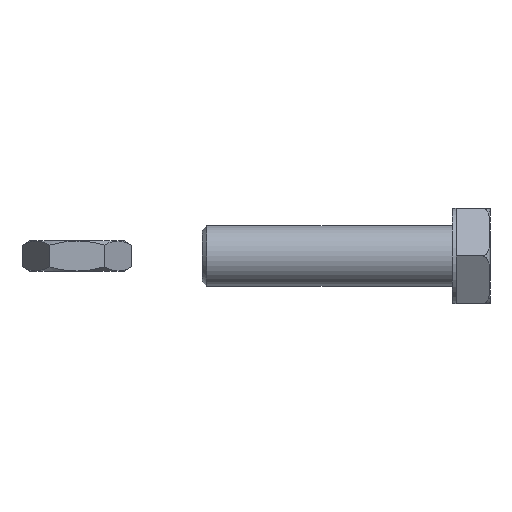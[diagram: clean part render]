
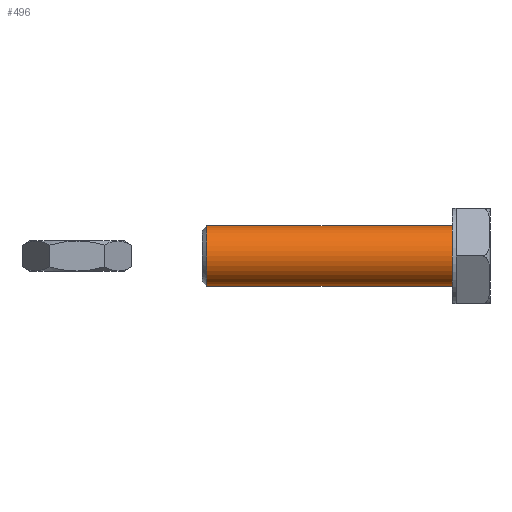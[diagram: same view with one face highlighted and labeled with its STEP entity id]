
A CAD part, left-side view. The second image highlights one B-rep face of the part: STEP entity #496.
In plain terms, the highlighted cylindrical face has radius 6 mm (diameter 12 mm), a partial arc.
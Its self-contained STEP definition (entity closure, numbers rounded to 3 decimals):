
#31 = AXIS2_PLACEMENT_3D ( 'NONE', #879, #321, #613 ) ;
#48 = VERTEX_POINT ( 'NONE', #1241 ) ;
#72 = ORIENTED_EDGE ( 'NONE', *, *, #350, .T. ) ;
#179 = CARTESIAN_POINT ( 'NONE',  ( 6., 0., 0.735 ) ) ;
#198 = FACE_OUTER_BOUND ( 'NONE', #906, .T. ) ;
#269 = VERTEX_POINT ( 'NONE', #179 ) ;
#273 = VERTEX_POINT ( 'NONE', #1154 ) ;
#321 = DIRECTION ( 'NONE',  ( 0., 0., -1. ) ) ;
#350 = EDGE_CURVE ( 'NONE', #48, #269, #1055, .T. ) ;
#376 = DIRECTION ( 'NONE',  ( 0., 0., -1. ) ) ;
#462 = LINE ( 'NONE', #1214, #1816 ) ;
#472 = CARTESIAN_POINT ( 'NONE',  ( 0., 0., 0.735 ) ) ;
#479 = DIRECTION ( 'NONE',  ( -1., 0., 0. ) ) ;
#491 = DIRECTION ( 'NONE',  ( 0., 0., -1. ) ) ;
#496 = ADVANCED_FACE ( 'NONE', ( #198 ), #1612, .T. ) ;
#582 = ORIENTED_EDGE ( 'NONE', *, *, #1716, .F. ) ;
#613 = DIRECTION ( 'NONE',  ( -1., 0., 0. ) ) ;
#799 = AXIS2_PLACEMENT_3D ( 'NONE', #1572, #1708, #1289 ) ;
#877 = CARTESIAN_POINT ( 'NONE',  ( -6., 0., 49.835 ) ) ;
#879 = CARTESIAN_POINT ( 'NONE',  ( 0., 0., 50.735 ) ) ;
#886 = AXIS2_PLACEMENT_3D ( 'NONE', #472, #491, #479 ) ;
#906 = EDGE_LOOP ( 'NONE', ( #1710, #72, #1574, #582 ) ) ;
#935 = EDGE_CURVE ( 'NONE', #1583, #48, #1694, .T. ) ;
#1055 = LINE ( 'NONE', #1597, #1634 ) ;
#1154 = CARTESIAN_POINT ( 'NONE',  ( -6., 0., 0.735 ) ) ;
#1179 = DIRECTION ( 'NONE',  ( 0., 0., -1. ) ) ;
#1214 = CARTESIAN_POINT ( 'NONE',  ( -6., 0., 50.735 ) ) ;
#1241 = CARTESIAN_POINT ( 'NONE',  ( 6., 0., 49.835 ) ) ;
#1289 = DIRECTION ( 'NONE',  ( 1., 0., 0. ) ) ;
#1572 = CARTESIAN_POINT ( 'NONE',  ( 0., 0., 49.835 ) ) ;
#1574 = ORIENTED_EDGE ( 'NONE', *, *, #1676, .F. ) ;
#1583 = VERTEX_POINT ( 'NONE', #877 ) ;
#1596 = CIRCLE ( 'NONE', #886, 6. ) ;
#1597 = CARTESIAN_POINT ( 'NONE',  ( 6., 0., 50.735 ) ) ;
#1612 = CYLINDRICAL_SURFACE ( 'NONE', #31, 6. ) ;
#1634 = VECTOR ( 'NONE', #1179, 1000. ) ;
#1676 = EDGE_CURVE ( 'NONE', #273, #269, #1596, .T. ) ;
#1694 = CIRCLE ( 'NONE', #799, 6. ) ;
#1708 = DIRECTION ( 'NONE',  ( 0., 0., -1. ) ) ;
#1710 = ORIENTED_EDGE ( 'NONE', *, *, #935, .T. ) ;
#1716 = EDGE_CURVE ( 'NONE', #1583, #273, #462, .T. ) ;
#1816 = VECTOR ( 'NONE', #376, 1000. ) ;
